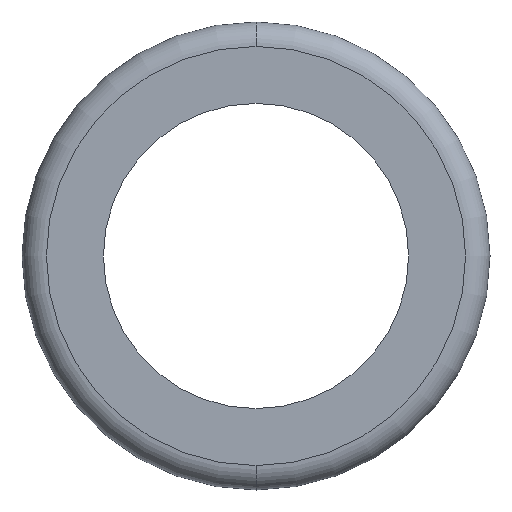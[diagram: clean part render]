
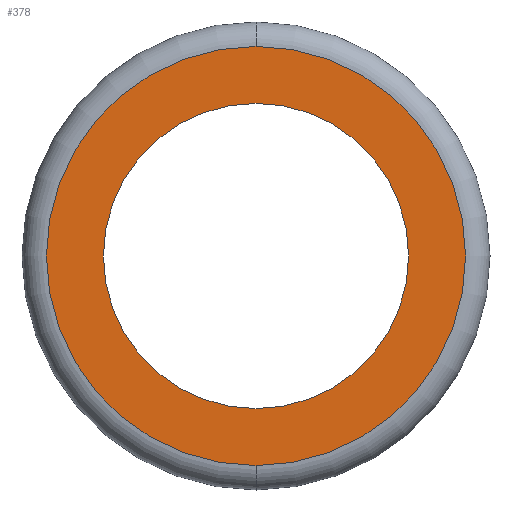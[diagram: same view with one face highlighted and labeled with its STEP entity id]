
A CAD part, front view. The second image highlights one B-rep face of the part: STEP entity #378.
In plain terms, the highlighted planar face has unit normal (0, -1, 0).
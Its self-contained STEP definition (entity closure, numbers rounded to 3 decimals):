
#18 = VERTEX_POINT ( 'NONE', #325 ) ;
#19 = VERTEX_POINT ( 'NONE', #324 ) ;
#21 = EDGE_CURVE ( 'NONE', #18, #19, #323, .T. ) ;
#98 = VERTEX_POINT ( 'NONE', #164 ) ;
#100 = VERTEX_POINT ( 'NONE', #163 ) ;
#108 = EDGE_CURVE ( 'NONE', #100, #98, #146, .T. ) ;
#142 = DIRECTION ( 'NONE',  ( 0., 0., 1. ) ) ;
#143 = DIRECTION ( 'NONE',  ( 0., -1., 0. ) ) ;
#144 = CARTESIAN_POINT ( 'NONE',  ( 0., 0., 0. ) ) ;
#145 = AXIS2_PLACEMENT_3D ( 'NONE', #144, #143, #142 ) ;
#146 = CIRCLE ( 'NONE', #145, 10.3 ) ;
#163 = CARTESIAN_POINT ( 'NONE',  ( 0., 0., -10.3 ) ) ;
#164 = CARTESIAN_POINT ( 'NONE',  ( 0., 0., 10.3 ) ) ;
#202 = EDGE_LOOP ( 'NONE', ( #204, #377 ) ) ;
#203 = ORIENTED_EDGE ( 'NONE', *, *, #108, .T. ) ;
#204 = ORIENTED_EDGE ( 'NONE', *, *, #211, .F. ) ;
#211 = EDGE_CURVE ( 'NONE', #19, #18, #392, .T. ) ;
#319 = DIRECTION ( 'NONE',  ( 0., 0., -1. ) ) ;
#320 = DIRECTION ( 'NONE',  ( 0., -1., 0. ) ) ;
#321 = CARTESIAN_POINT ( 'NONE',  ( 0., 0., 0. ) ) ;
#322 = AXIS2_PLACEMENT_3D ( 'NONE', #321, #320, #319 ) ;
#323 = CIRCLE ( 'NONE', #322, 7.5 ) ;
#324 = CARTESIAN_POINT ( 'NONE',  ( 0., 0., -7.5 ) ) ;
#325 = CARTESIAN_POINT ( 'NONE',  ( 0., 0., 7.5 ) ) ;
#374 = EDGE_CURVE ( 'NONE', #98, #100, #445, .T. ) ;
#375 = ORIENTED_EDGE ( 'NONE', *, *, #374, .T. ) ;
#377 = ORIENTED_EDGE ( 'NONE', *, *, #21, .F. ) ;
#378 = ADVANCED_FACE ( 'NONE', ( #454, #453 ), #452, .F. ) ;
#379 = EDGE_LOOP ( 'NONE', ( #375, #203 ) ) ;
#388 = DIRECTION ( 'NONE',  ( 0., 0., -1. ) ) ;
#389 = DIRECTION ( 'NONE',  ( 0., -1., 0. ) ) ;
#390 = AXIS2_PLACEMENT_3D ( 'NONE', #391, #389, #388 ) ;
#391 = CARTESIAN_POINT ( 'NONE',  ( 0., 0., 0. ) ) ;
#392 = CIRCLE ( 'NONE', #390, 7.5 ) ;
#443 = CARTESIAN_POINT ( 'NONE',  ( 0., 0., 0. ) ) ;
#444 = AXIS2_PLACEMENT_3D ( 'NONE', #443, #447, #446 ) ;
#445 = CIRCLE ( 'NONE', #444, 10.3 ) ;
#446 = DIRECTION ( 'NONE',  ( 0., 0., 1. ) ) ;
#447 = DIRECTION ( 'NONE',  ( 0., -1., 0. ) ) ;
#449 = CARTESIAN_POINT ( 'NONE',  ( -7.5, 0., 0. ) ) ;
#450 = DIRECTION ( 'NONE',  ( 0., 1., 0. ) ) ;
#451 = AXIS2_PLACEMENT_3D ( 'NONE', #449, #450, #455 ) ;
#452 = PLANE ( 'NONE',  #451 ) ;
#453 = FACE_BOUND ( 'NONE', #202, .T. ) ;
#454 = FACE_OUTER_BOUND ( 'NONE', #379, .T. ) ;
#455 = DIRECTION ( 'NONE',  ( 0., 0., 1. ) ) ;
